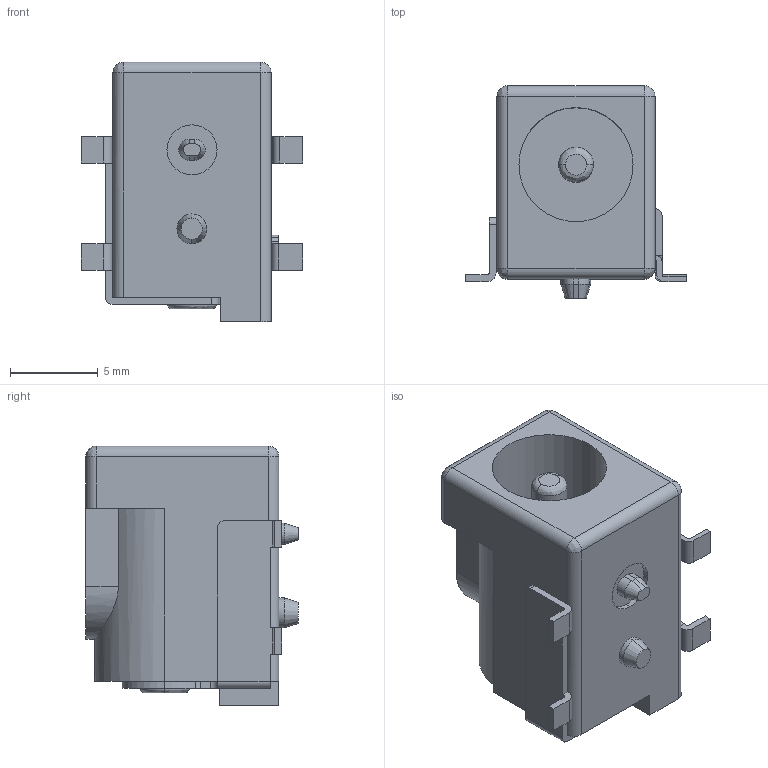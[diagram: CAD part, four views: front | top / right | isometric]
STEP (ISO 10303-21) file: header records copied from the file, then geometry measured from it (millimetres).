
FILE_DESCRIPTION (( 'STEP AP214' ), '1' );
FILE_NAME ('User Library-KLDX-SMT2-0202-ATR_rB1.STEP', '2016-04-02T14:55:27', ( 'Windows User' ), ( '' ), 'SwSTEP 2.0', 'SolidWorks 2016', '' );
FILE_SCHEMA (( 'AUTOMOTIVE_DESIGN' ));
Length unit declared in the file: millimetre
Products named in the file (1): User Library-KLDX-SMT2-0202-ATR_rB1
Bounding box: 12.6 x 12.1 x 14.8 mm (x, y, z)
Volume: 965.4 mm3; surface area: 1079.8 mm2
Topology: 1 solids, 1 shells, 113 faces, 292 edges, 184 vertices
Faces by surface type: plane 60, cylinder 41, bspline 8, cone 4
Entity records: 4800 total; most frequent: CARTESIAN_POINT 751, DIRECTION 589, ORIENTED_EDGE 576, EDGE_CURVE 288, AXIS2_PLACEMENT_3D 200, LINE 189, VECTOR 189, VERTEX_POINT 184
